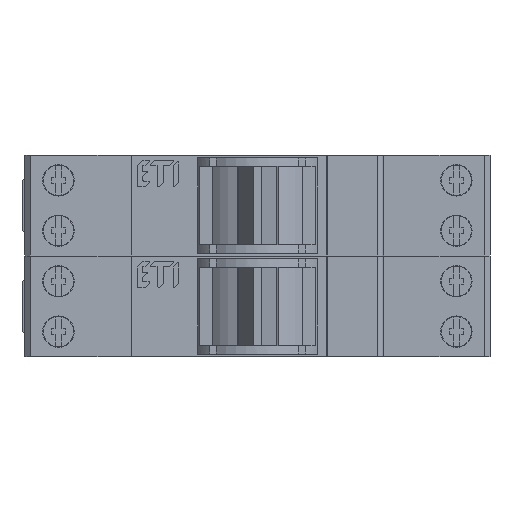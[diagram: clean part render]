
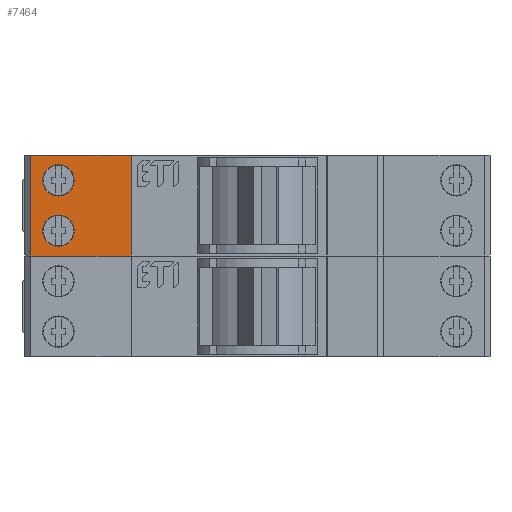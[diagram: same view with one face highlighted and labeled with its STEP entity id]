
A CAD part, left-side view. The second image highlights one B-rep face of the part: STEP entity #7464.
In plain terms, the highlighted planar face has unit normal (-1, 0, 0).
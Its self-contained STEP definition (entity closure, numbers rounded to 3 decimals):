
#1808=DIRECTION('',(0.,0.,-1.));
#1809=VECTOR('',#1808,18.);
#1810=CARTESIAN_POINT('',(-13.,40.5,9.));
#1811=LINE('',#1810,#1809);
#1815=DIRECTION('',(0.,1.,0.));
#1816=VECTOR('',#1815,18.);
#1817=CARTESIAN_POINT('',(-13.,22.5,9.));
#1818=LINE('',#1817,#1816);
#1822=CARTESIAN_POINT('',(-13.,35.5,-4.5));
#1823=DIRECTION('',(1.,0.,0.));
#1824=DIRECTION('',(0.,-1.,0.));
#1825=AXIS2_PLACEMENT_3D('',#1822,#1823,#1824);
#1830=CARTESIAN_POINT('',(-13.,35.5,-4.5));
#1831=DIRECTION('',(1.,0.,0.));
#1832=DIRECTION('',(0.,1.,0.));
#1833=AXIS2_PLACEMENT_3D('',#1830,#1831,#1832);
#1838=CARTESIAN_POINT('',(-13.,35.5,4.5));
#1839=DIRECTION('',(1.,0.,0.));
#1840=DIRECTION('',(0.,-1.,0.));
#1841=AXIS2_PLACEMENT_3D('',#1838,#1839,#1840);
#1846=CARTESIAN_POINT('',(-13.,35.5,4.5));
#1847=DIRECTION('',(1.,0.,0.));
#1848=DIRECTION('',(0.,1.,0.));
#1849=AXIS2_PLACEMENT_3D('',#1846,#1847,#1848);
#1861=DIRECTION('',(0.,0.,-1.));
#1862=VECTOR('',#1861,18.);
#1863=CARTESIAN_POINT('',(-13.,22.5,9.));
#1864=LINE('',#1863,#1862);
#1947=DIRECTION('',(0.,1.,0.));
#1948=VECTOR('',#1947,18.);
#1949=CARTESIAN_POINT('',(-13.,22.5,-9.));
#1950=LINE('',#1949,#1948);
#5641=CARTESIAN_POINT('',(-13.,40.5,9.));
#5642=CARTESIAN_POINT('',(-13.,40.5,-9.));
#5643=VERTEX_POINT('',#5641);
#5644=VERTEX_POINT('',#5642);
#5645=CARTESIAN_POINT('',(-13.,22.5,9.));
#5646=CARTESIAN_POINT('',(-13.,22.5,-9.));
#5647=VERTEX_POINT('',#5645);
#5648=VERTEX_POINT('',#5646);
#5740=CARTESIAN_POINT('',(-13.,32.7,-4.5));
#5742=VERTEX_POINT('',#5740);
#5744=CARTESIAN_POINT('',(-13.,38.3,-4.5));
#5746=VERTEX_POINT('',#5744);
#5748=CARTESIAN_POINT('',(-13.,32.7,4.5));
#5750=VERTEX_POINT('',#5748);
#5752=CARTESIAN_POINT('',(-13.,38.3,4.5));
#5754=VERTEX_POINT('',#5752);
#7439=CARTESIAN_POINT('',(-13.,0.,-9.));
#7440=DIRECTION('',(-1.,0.,0.));
#7441=DIRECTION('',(0.,0.,1.));
#7442=AXIS2_PLACEMENT_3D('',#7439,#7440,#7441);
#7443=PLANE('',#7442);
#7445=ORIENTED_EDGE('',*,*,#7444,.T.);
#7447=ORIENTED_EDGE('',*,*,#7446,.T.);
#7448=ORIENTED_EDGE('',*,*,#7423,.F.);
#7449=ORIENTED_EDGE('',*,*,#6734,.F.);
#7450=EDGE_LOOP('',(#7445,#7447,#7448,#7449));
#7451=FACE_OUTER_BOUND('',#7450,.F.);
#7453=ORIENTED_EDGE('',*,*,#7452,.F.);
#7455=ORIENTED_EDGE('',*,*,#7454,.F.);
#7456=EDGE_LOOP('',(#7453,#7455));
#7457=FACE_BOUND('',#7456,.F.);
#7459=ORIENTED_EDGE('',*,*,#7458,.F.);
#7461=ORIENTED_EDGE('',*,*,#7460,.F.);
#7462=EDGE_LOOP('',(#7459,#7461));
#7463=FACE_BOUND('',#7462,.F.);
#1826=CIRCLE('',#1825,2.8);
#1834=CIRCLE('',#1833,2.8);
#1842=CIRCLE('',#1841,2.8);
#1850=CIRCLE('',#1849,2.8);
#6734=EDGE_CURVE('',#5647,#5643,#1818,.T.);
#7423=EDGE_CURVE('',#5643,#5644,#1811,.T.);
#7444=EDGE_CURVE('',#5647,#5648,#1864,.T.);
#7446=EDGE_CURVE('',#5648,#5644,#1950,.T.);
#7452=EDGE_CURVE('',#5742,#5746,#1826,.T.);
#7454=EDGE_CURVE('',#5746,#5742,#1834,.T.);
#7458=EDGE_CURVE('',#5750,#5754,#1842,.T.);
#7460=EDGE_CURVE('',#5754,#5750,#1850,.T.);
#7464=ADVANCED_FACE('',(#7451,#7457,#7463),#7443,.T.);
